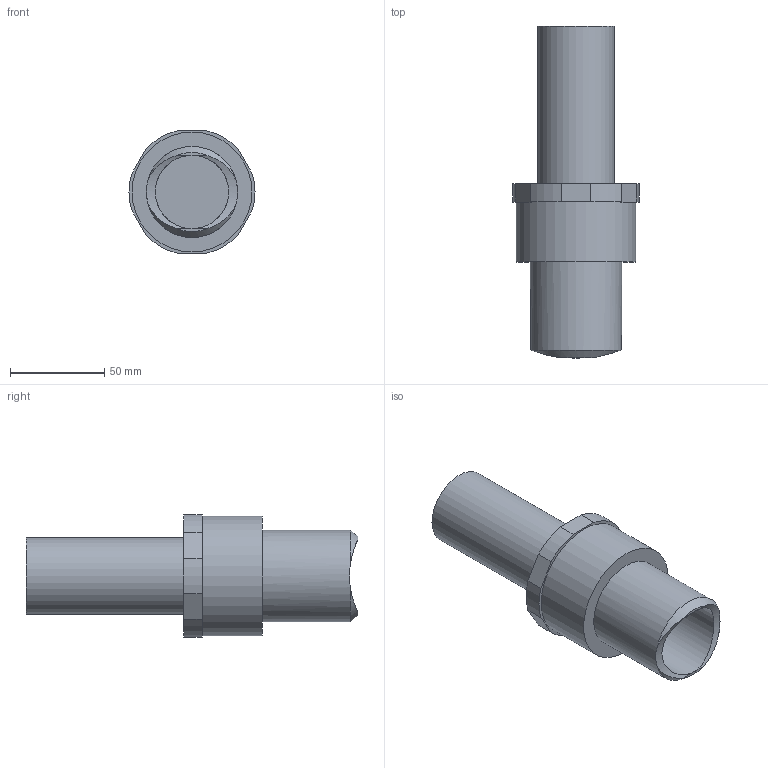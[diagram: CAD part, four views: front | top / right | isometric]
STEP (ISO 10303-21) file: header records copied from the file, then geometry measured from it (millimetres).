
FILE_DESCRIPTION(/* description */ (''),/* implementation_level */ '2;1');
FILE_NAME(/* name */ 'H1100C-RN_EXT.stp',/* time_stamp */ '2018-12-31T14:12:20-06:00',/* author */ ('kruffolo'),/* organization */ (''),/* preprocessor_version */ 'ST-DEVELOPER v15.5',/* originating_system */ 'AutoCAD Mechanical',/* authorisation */ '');
FILE_SCHEMA (('AUTOMOTIVE_DESIGN { 1 0 10303 214 3 1 1 }'));
Length unit declared in the file: inch
Products named in the file (2): H1100C-RN_EXT; Product
Bounding box: 66.8 x 175.77 x 64.96 mm (x, y, z)
Volume: 272009.5 mm3; surface area: 40380 mm2
Topology: 1 solids, 1 shells, 28 faces, 66 edges, 44 vertices
Faces by surface type: plane 13, cylinder 12, cone 2, torus 1
Full cylindrical faces by diameter (mm): 38.862 x1, 40.64 x1, 48.26 x1, 63.5 x1
Entity records: 944 total; most frequent: CARTESIAN_POINT 268, DIRECTION 136, ORIENTED_EDGE 118, EDGE_CURVE 59, AXIS2_PLACEMENT_3D 54, VERTEX_POINT 41, EDGE_LOOP 36, FACE_OUTER_BOUND 28
